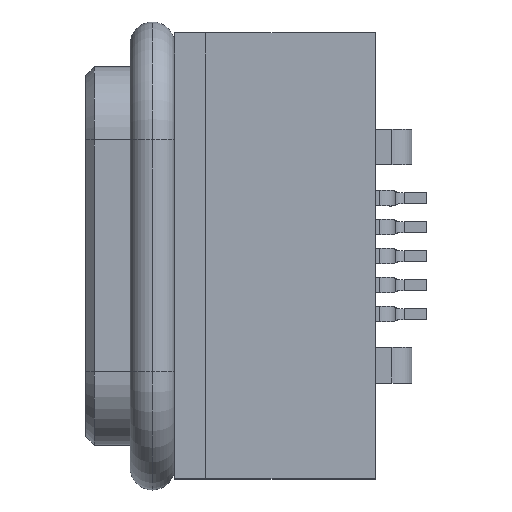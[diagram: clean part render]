
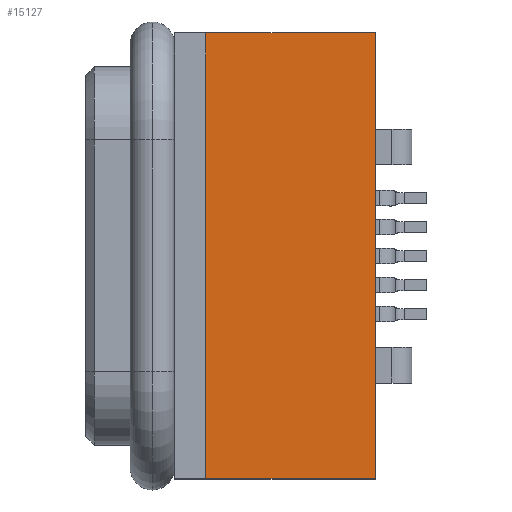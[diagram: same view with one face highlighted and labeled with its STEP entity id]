
A CAD part, top view. The second image highlights one B-rep face of the part: STEP entity #15127.
In plain terms, the highlighted planar face has unit normal (0, 0, 1).
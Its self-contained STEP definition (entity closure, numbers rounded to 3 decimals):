
#809 = VECTOR ( 'NONE', #11259, 1000. ) ;
#1390 = CARTESIAN_POINT ( 'NONE',  ( -3.876, -12., 0. ) ) ;
#1455 = VECTOR ( 'NONE', #5452, 1000. ) ;
#1740 = DIRECTION ( 'NONE',  ( 1., 0., 0. ) ) ;
#1971 = EDGE_CURVE ( 'NONE', #14491, #13587, #8548, .T. ) ;
#2895 = LINE ( 'NONE', #9419, #11519 ) ;
#2902 = AXIS2_PLACEMENT_3D ( 'NONE', #8573, #8685, #1740 ) ;
#3910 = DIRECTION ( 'NONE',  ( 0., -1., 0. ) ) ;
#4189 = CARTESIAN_POINT ( 'NONE',  ( -3.876, -2., 0. ) ) ;
#4285 = LINE ( 'NONE', #10215, #10946 ) ;
#4292 = CARTESIAN_POINT ( 'NONE',  ( 0., -2., 0. ) ) ;
#4372 = ORIENTED_EDGE ( 'NONE', *, *, #17694, .F. ) ;
#5437 = ORIENTED_EDGE ( 'NONE', *, *, #9214, .T. ) ;
#5452 = DIRECTION ( 'NONE',  ( -1., 0., 0. ) ) ;
#5773 = CARTESIAN_POINT ( 'NONE',  ( -3.8, -2., 0. ) ) ;
#6193 = ORIENTED_EDGE ( 'NONE', *, *, #1971, .T. ) ;
#6820 = ORIENTED_EDGE ( 'NONE', *, *, #7396, .T. ) ;
#7396 = EDGE_CURVE ( 'NONE', #10895, #14491, #4285, .T. ) ;
#7454 = LINE ( 'NONE', #4189, #1455 ) ;
#8548 = LINE ( 'NONE', #1390, #809 ) ;
#8573 = CARTESIAN_POINT ( 'NONE',  ( -3.876, -12.2, 0. ) ) ;
#8685 = DIRECTION ( 'NONE',  ( 0., 0., 1. ) ) ;
#8963 = DIRECTION ( 'NONE',  ( 0., -1., 0. ) ) ;
#9214 = EDGE_CURVE ( 'NONE', #10266, #10895, #7454, .T. ) ;
#9216 = CARTESIAN_POINT ( 'NONE',  ( -3.8, -12., 0. ) ) ;
#9419 = CARTESIAN_POINT ( 'NONE',  ( 0., -12.2, 0. ) ) ;
#10208 = FACE_OUTER_BOUND ( 'NONE', #12580, .T. ) ;
#10215 = CARTESIAN_POINT ( 'NONE',  ( -3.8, -12.2, 0. ) ) ;
#10266 = VERTEX_POINT ( 'NONE', #4292 ) ;
#10895 = VERTEX_POINT ( 'NONE', #5773 ) ;
#10946 = VECTOR ( 'NONE', #8963, 1000. ) ;
#11259 = DIRECTION ( 'NONE',  ( 1., 0., 0. ) ) ;
#11519 = VECTOR ( 'NONE', #3910, 1000. ) ;
#12580 = EDGE_LOOP ( 'NONE', ( #6193, #4372, #5437, #6820 ) ) ;
#13587 = VERTEX_POINT ( 'NONE', #16625 ) ;
#14057 = PLANE ( 'NONE',  #2902 ) ;
#14491 = VERTEX_POINT ( 'NONE', #9216 ) ;
#15127 = ADVANCED_FACE ( 'NONE', ( #10208 ), #14057, .T. ) ;
#16625 = CARTESIAN_POINT ( 'NONE',  ( 0., -12., 0. ) ) ;
#17694 = EDGE_CURVE ( 'NONE', #10266, #13587, #2895, .T. ) ;
